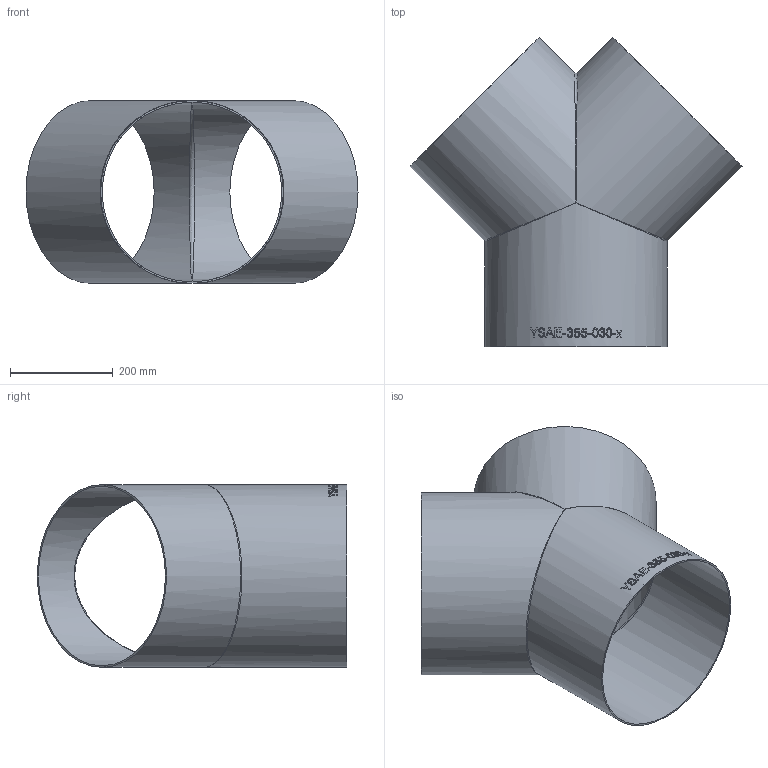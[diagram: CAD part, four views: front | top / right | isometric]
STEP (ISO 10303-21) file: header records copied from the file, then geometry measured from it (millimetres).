
FILE_DESCRIPTION (( 'STEP AP214' ), '1' );
FILE_NAME ('YSAE-355-030-x Y-Stück 2005.STEP', '2020-05-28T08:29:46', ( '' ), ( '' ), 'SwSTEP 2.0', 'SolidWorks 2019', '' );
FILE_SCHEMA (( 'AUTOMOTIVE_DESIGN' ));
Length unit declared in the file: millimetre
Products named in the file (1): YSAE-355-030-x Y-Stück 2005
Bounding box: 646.01 x 602.01 x 355.6 mm (x, y, z)
Volume: 2099821.3 mm3; surface area: 1408540.4 mm2
Topology: 1 solids, 1 shells, 199 faces, 544 edges, 350 vertices
Faces by surface type: bspline 125, plane 49, cylinder 25
Full cylindrical faces by diameter (mm): 349.6 x3, 355.6 x3
Entity records: 36498 total; most frequent: CARTESIAN_POINT 30736, ORIENTED_EDGE 1026, EDGE_CURVE 513, B_SPLINE_CURVE_WITH_KNOTS 373, DIRECTION 340, VERTEX_POINT 340, EDGE_LOOP 223, FACE_OUTER_BOUND 203
